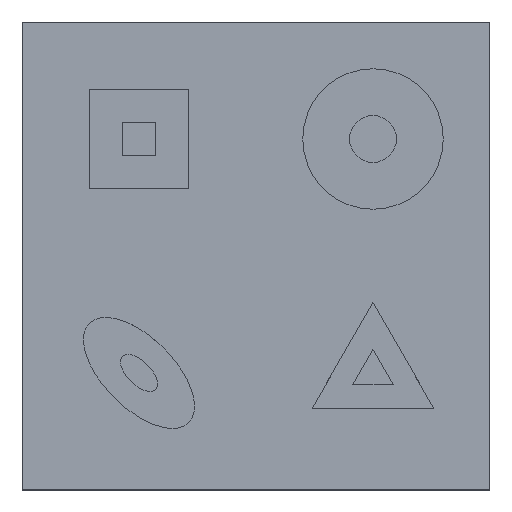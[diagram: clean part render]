
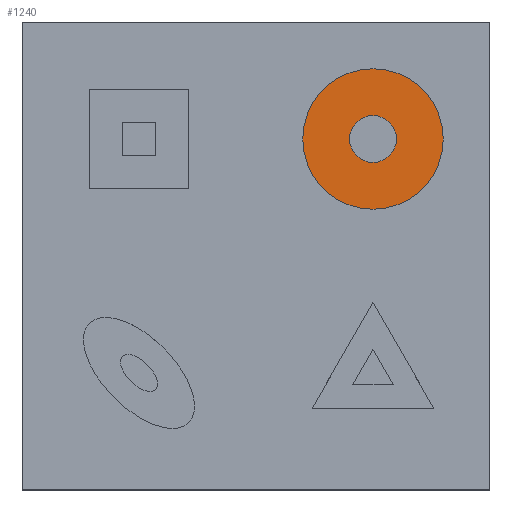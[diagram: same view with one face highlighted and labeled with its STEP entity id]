
A CAD part, top view. The second image highlights one B-rep face of the part: STEP entity #1240.
In plain terms, the highlighted planar face has unit normal (0, 0, 1).
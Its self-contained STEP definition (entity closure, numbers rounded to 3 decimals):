
#514 = CYLINDRICAL_SURFACE('',#515,30.);
#515 = AXIS2_PLACEMENT_3D('',#516,#517,#518);
#516 = CARTESIAN_POINT('',(50.,50.,10.));
#517 = DIRECTION('',(0.,0.,1.));
#518 = DIRECTION('',(1.,0.,0.));
#879 = VERTEX_POINT('',#880);
#880 = CARTESIAN_POINT('',(80.,50.,5.));
#901 = EDGE_CURVE('',#879,#879,#902,.T.);
#902 = SURFACE_CURVE('',#903,(#908,#915),.PCURVE_S1.);
#903 = CIRCLE('',#904,30.);
#904 = AXIS2_PLACEMENT_3D('',#905,#906,#907);
#905 = CARTESIAN_POINT('',(50.,50.,5.));
#906 = DIRECTION('',(0.,0.,1.));
#907 = DIRECTION('',(1.,0.,0.));
#908 = PCURVE('',#514,#909);
#909 = DEFINITIONAL_REPRESENTATION('',(#910),#914);
#910 = LINE('',#911,#912);
#911 = CARTESIAN_POINT('',(0.,-5.));
#912 = VECTOR('',#913,1.);
#913 = DIRECTION('',(1.,0.));
#914 = ( GEOMETRIC_REPRESENTATION_CONTEXT(2) 
PARAMETRIC_REPRESENTATION_CONTEXT() REPRESENTATION_CONTEXT('2D SPACE',''
  ) );
#915 = PCURVE('',#916,#921);
#916 = PLANE('',#917);
#917 = AXIS2_PLACEMENT_3D('',#918,#919,#920);
#918 = CARTESIAN_POINT('',(50.,50.,5.));
#919 = DIRECTION('',(0.,0.,1.));
#920 = DIRECTION('',(1.,0.,0.));
#921 = DEFINITIONAL_REPRESENTATION('',(#922),#926);
#922 = CIRCLE('',#923,30.);
#923 = AXIS2_PLACEMENT_2D('',#924,#925);
#924 = CARTESIAN_POINT('',(0.,0.));
#925 = DIRECTION('',(1.,0.));
#926 = ( GEOMETRIC_REPRESENTATION_CONTEXT(2) 
PARAMETRIC_REPRESENTATION_CONTEXT() REPRESENTATION_CONTEXT('2D SPACE',''
  ) );
#1240 = ADVANCED_FACE('',(#1241,#1244),#916,.T.);
#1241 = FACE_BOUND('',#1242,.T.);
#1242 = EDGE_LOOP('',(#1243));
#1243 = ORIENTED_EDGE('',*,*,#901,.T.);
#1244 = FACE_BOUND('',#1245,.T.);
#1245 = EDGE_LOOP('',(#1246));
#1246 = ORIENTED_EDGE('',*,*,#1247,.F.);
#1247 = EDGE_CURVE('',#1248,#1248,#1250,.T.);
#1248 = VERTEX_POINT('',#1249);
#1249 = CARTESIAN_POINT('',(60.,50.,5.));
#1250 = SURFACE_CURVE('',#1251,(#1256,#1263),.PCURVE_S1.);
#1251 = CIRCLE('',#1252,10.);
#1252 = AXIS2_PLACEMENT_3D('',#1253,#1254,#1255);
#1253 = CARTESIAN_POINT('',(50.,50.,5.));
#1254 = DIRECTION('',(0.,0.,1.));
#1255 = DIRECTION('',(1.,0.,0.));
#1256 = PCURVE('',#916,#1257);
#1257 = DEFINITIONAL_REPRESENTATION('',(#1258),#1262);
#1258 = CIRCLE('',#1259,10.);
#1259 = AXIS2_PLACEMENT_2D('',#1260,#1261);
#1260 = CARTESIAN_POINT('',(0.,0.));
#1261 = DIRECTION('',(1.,0.));
#1262 = ( GEOMETRIC_REPRESENTATION_CONTEXT(2) 
PARAMETRIC_REPRESENTATION_CONTEXT() REPRESENTATION_CONTEXT('2D SPACE',''
  ) );
#1263 = PCURVE('',#1264,#1269);
#1264 = CYLINDRICAL_SURFACE('',#1265,10.);
#1265 = AXIS2_PLACEMENT_3D('',#1266,#1267,#1268);
#1266 = CARTESIAN_POINT('',(50.,50.,10.));
#1267 = DIRECTION('',(0.,0.,1.));
#1268 = DIRECTION('',(1.,0.,0.));
#1269 = DEFINITIONAL_REPRESENTATION('',(#1270),#1274);
#1270 = LINE('',#1271,#1272);
#1271 = CARTESIAN_POINT('',(0.,-5.));
#1272 = VECTOR('',#1273,1.);
#1273 = DIRECTION('',(1.,0.));
#1274 = ( GEOMETRIC_REPRESENTATION_CONTEXT(2) 
PARAMETRIC_REPRESENTATION_CONTEXT() REPRESENTATION_CONTEXT('2D SPACE',''
  ) );
